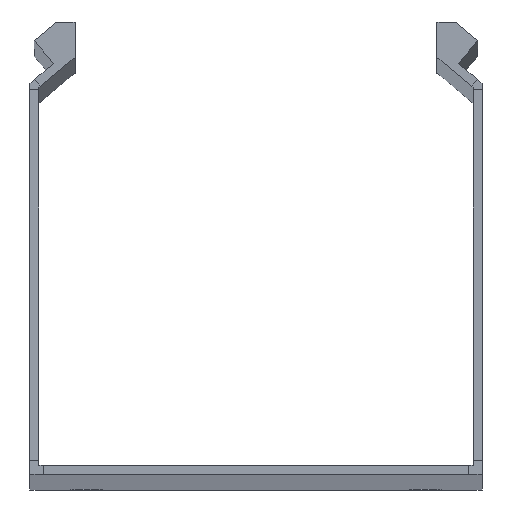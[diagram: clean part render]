
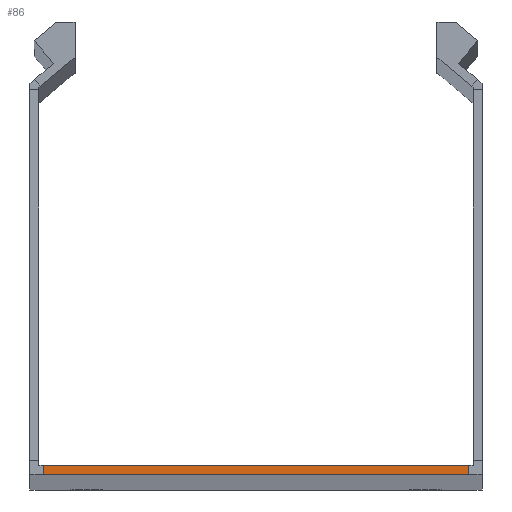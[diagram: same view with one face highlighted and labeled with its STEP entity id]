
A CAD part, top view. The second image highlights one B-rep face of the part: STEP entity #86.
In plain terms, the highlighted planar face has unit normal (0, 0, 1).
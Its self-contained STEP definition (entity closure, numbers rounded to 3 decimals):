
#86 = ADVANCED_FACE ( 'NONE', ( #2599 ), #305, .T. ) ;
#279 = CARTESIAN_POINT ( 'NONE',  ( 47., 0., 1000. ) ) ;
#305 = PLANE ( 'NONE',  #1581 ) ;
#358 = LINE ( 'NONE', #1772, #4250 ) ;
#682 = CARTESIAN_POINT ( 'NONE',  ( -50., 2., 1000. ) ) ;
#1186 = DIRECTION ( 'NONE',  ( 0., 1., 0. ) ) ;
#1329 = VERTEX_POINT ( 'NONE', #5082 ) ;
#1485 = ORIENTED_EDGE ( 'NONE', *, *, #4578, .T. ) ;
#1581 = AXIS2_PLACEMENT_3D ( 'NONE', #3992, #3521, #3116 ) ;
#1614 = CARTESIAN_POINT ( 'NONE',  ( -47., 2., 1000. ) ) ;
#1772 = CARTESIAN_POINT ( 'NONE',  ( -50., 0., 1000. ) ) ;
#2045 = EDGE_CURVE ( 'NONE', #5611, #5683, #5854, .T. ) ;
#2047 = VECTOR ( 'NONE', #2952, 1000. ) ;
#2119 = VECTOR ( 'NONE', #4092, 1000. ) ;
#2123 = CARTESIAN_POINT ( 'NONE',  ( 47., 0., 1000. ) ) ;
#2599 = FACE_OUTER_BOUND ( 'NONE', #4967, .T. ) ;
#2952 = DIRECTION ( 'NONE',  ( -1., 0., 0. ) ) ;
#3010 = VERTEX_POINT ( 'NONE', #5273 ) ;
#3116 = DIRECTION ( 'NONE',  ( 1., 0., 0. ) ) ;
#3521 = DIRECTION ( 'NONE',  ( 0., 0., 1. ) ) ;
#3620 = DIRECTION ( 'NONE',  ( -1., 0., 0. ) ) ;
#3756 = LINE ( 'NONE', #1614, #2119 ) ;
#3992 = CARTESIAN_POINT ( 'NONE',  ( 48., 3., 1000. ) ) ;
#4092 = DIRECTION ( 'NONE',  ( 0., -1., 0. ) ) ;
#4170 = ORIENTED_EDGE ( 'NONE', *, *, #2045, .T. ) ;
#4250 = VECTOR ( 'NONE', #3620, 1000. ) ;
#4578 = EDGE_CURVE ( 'NONE', #3010, #1329, #3756, .T. ) ;
#4587 = EDGE_CURVE ( 'NONE', #5683, #3010, #5290, .T. ) ;
#4886 = CARTESIAN_POINT ( 'NONE',  ( 47., 2., 1000. ) ) ;
#4967 = EDGE_LOOP ( 'NONE', ( #5945, #4170, #5888, #1485 ) ) ;
#5082 = CARTESIAN_POINT ( 'NONE',  ( -47., 0., 1000. ) ) ;
#5090 = VECTOR ( 'NONE', #1186, 1000. ) ;
#5273 = CARTESIAN_POINT ( 'NONE',  ( -47., 2., 1000. ) ) ;
#5290 = LINE ( 'NONE', #682, #2047 ) ;
#5336 = EDGE_CURVE ( 'NONE', #5611, #1329, #358, .T. ) ;
#5611 = VERTEX_POINT ( 'NONE', #2123 ) ;
#5683 = VERTEX_POINT ( 'NONE', #4886 ) ;
#5854 = LINE ( 'NONE', #279, #5090 ) ;
#5888 = ORIENTED_EDGE ( 'NONE', *, *, #4587, .T. ) ;
#5945 = ORIENTED_EDGE ( 'NONE', *, *, #5336, .F. ) ;
